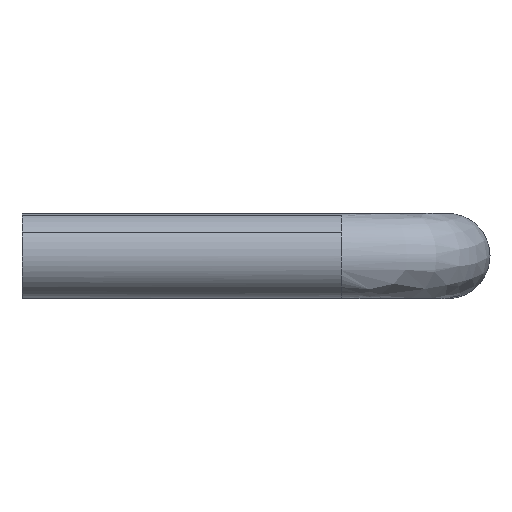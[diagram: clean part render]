
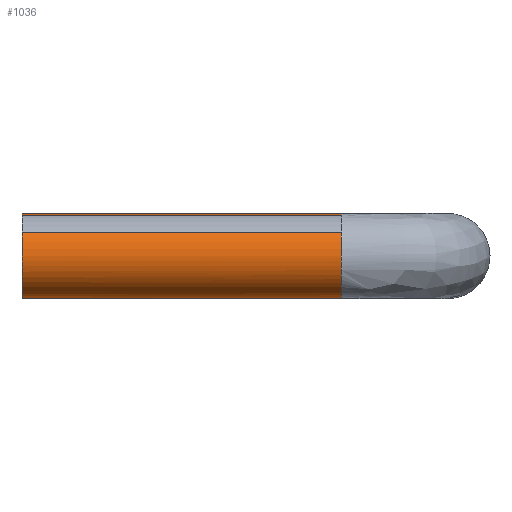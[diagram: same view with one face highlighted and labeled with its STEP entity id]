
A CAD part, left-side view. The second image highlights one B-rep face of the part: STEP entity #1036.
In plain terms, the highlighted free-form (B-spline) face has degree [2, 1] with [9, 2] control points.
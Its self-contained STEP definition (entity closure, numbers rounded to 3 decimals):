
#866=CARTESIAN_POINT('',(-1.654,0.375,1.124));
#867=CARTESIAN_POINT('',(-2.187,0.375,0.34));
#868=CARTESIAN_POINT('',(-1.918,0.375,-0.568));
#869=CARTESIAN_POINT('',(-1.35,0.375,-2.486));
#870=CARTESIAN_POINT('',(0.568,0.375,-1.918));
#871=CARTESIAN_POINT('',(2.486,0.375,-1.35));
#872=CARTESIAN_POINT('',(1.918,0.375,0.568));
#873=CARTESIAN_POINT('',(1.35,0.375,2.486));
#874=CARTESIAN_POINT('',(-0.568,0.375,1.918));
#875=CARTESIAN_POINT('',(-1.654,-15.384,1.124));
#876=CARTESIAN_POINT('',(-2.187,-15.384,0.34));
#877=CARTESIAN_POINT('',(-1.918,-15.384,-0.568));
#878=CARTESIAN_POINT('',(-1.35,-15.384,-2.486));
#879=CARTESIAN_POINT('',(0.568,-15.384,-1.918));
#880=CARTESIAN_POINT('',(2.486,-15.384,-1.35));
#881=CARTESIAN_POINT('',(1.918,-15.384,0.568));
#882=CARTESIAN_POINT('',(1.35,-15.384,2.486));
#883=CARTESIAN_POINT('',(-0.568,-15.384,1.918));
#891=(BOUNDED_SURFACE()B_SPLINE_SURFACE(2,1,((#866,#875),(#867,#876),(#868,#877),(#869,#878),(#870,#879),(#871,#880),(#872,#881),(#873,#882),(#874,#883)),.UNSPECIFIED.,.F.,.F.,.U.)B_SPLINE_SURFACE_WITH_KNOTS((3,2,2,2,3),(2,2),(0.0,1.856,5.169,8.483,11.797),(0.0,15.759),.UNSPECIFIED.)GEOMETRIC_REPRESENTATION_ITEM()RATIONAL_B_SPLINE_SURFACE(((0.856,0.856),(0.836,0.836),(1.0,1.0),(0.707,0.707),(1.0,1.0),(0.707,0.707),(1.0,1.0),(0.707,0.707),(1.0,1.0)))REPRESENTATION_ITEM('')SURFACE());
#892=CARTESIAN_POINT('',(-2.,-15.0,0.0));
#893=VERTEX_POINT('',#892);
#894=CARTESIAN_POINT('',(-1.654,-15.0,1.124));
#895=VERTEX_POINT('',#894);
#896=CARTESIAN_POINT('',(-2.,-15.0,0.0));
#897=CARTESIAN_POINT('',(-2.,-15.,0.615));
#898=CARTESIAN_POINT('',(-1.654,-15.,1.124));
#906=(BOUNDED_CURVE()B_SPLINE_CURVE(2,(#896,#897,#898),.UNSPECIFIED.,.F.,.U.)B_SPLINE_CURVE_WITH_KNOTS((3,3),(0.5,0.596),.UNSPECIFIED.)CURVE()GEOMETRIC_REPRESENTATION_ITEM()RATIONAL_B_SPLINE_CURVE((1.0,0.887,0.861))REPRESENTATION_ITEM(''));
#907=EDGE_CURVE('',#893,#895,#906,.T.);
#908=ORIENTED_EDGE('',*,*,#907,.T.);
#909=CARTESIAN_POINT('',(-1.654,0.,1.124));
#910=VERTEX_POINT('',#909);
#911=CARTESIAN_POINT('',(-1.654,0.,1.124));
#912=CARTESIAN_POINT('',(-1.654,-15.0,1.124));
#913=QUASI_UNIFORM_CURVE('',1,(#911,#912),.UNSPECIFIED.,.F.,.U.);
#914=EDGE_CURVE('',#910,#895,#913,.T.);
#915=ORIENTED_EDGE('',*,*,#914,.F.);
#916=CARTESIAN_POINT('',(-2.0,0.0,0.0));
#917=VERTEX_POINT('',#916);
#918=CARTESIAN_POINT('',(-2.0,0.0,0.0));
#919=CARTESIAN_POINT('',(-2.,0.0,0.615));
#920=CARTESIAN_POINT('',(-1.654,0.,1.124));
#928=(BOUNDED_CURVE()B_SPLINE_CURVE(2,(#918,#919,#920),.UNSPECIFIED.,.F.,.U.)B_SPLINE_CURVE_WITH_KNOTS((3,3),(0.5,0.596),.UNSPECIFIED.)CURVE()GEOMETRIC_REPRESENTATION_ITEM()RATIONAL_B_SPLINE_CURVE((1.0,0.887,0.861))REPRESENTATION_ITEM(''));
#929=EDGE_CURVE('',#917,#910,#928,.T.);
#930=ORIENTED_EDGE('',*,*,#929,.F.);
#931=CARTESIAN_POINT('',(2.0,0.0,0.0));
#932=VERTEX_POINT('',#931);
#933=CARTESIAN_POINT('',(2.0,0.0,0.0));
#934=CARTESIAN_POINT('',(2.,0.0,-2.));
#935=CARTESIAN_POINT('',(0.0,0.0,-2.0));
#936=CARTESIAN_POINT('',(-2.,0.0,-2.));
#937=CARTESIAN_POINT('',(-2.0,0.0,0.0));
#945=(BOUNDED_CURVE()B_SPLINE_CURVE(2,(#933,#934,#935,#936,#937),.UNSPECIFIED.,.F.,.U.)B_SPLINE_CURVE_WITH_KNOTS((3,2,3),(0.0,0.25,0.5),.UNSPECIFIED.)CURVE()GEOMETRIC_REPRESENTATION_ITEM()RATIONAL_B_SPLINE_CURVE((1.0,0.707,1.0,0.707,1.0))REPRESENTATION_ITEM(''));
#946=EDGE_CURVE('',#932,#917,#945,.T.);
#947=ORIENTED_EDGE('',*,*,#946,.F.);
#948=CARTESIAN_POINT('',(-0.568,0.,1.918));
#949=VERTEX_POINT('',#948);
#950=CARTESIAN_POINT('',(-0.568,0.,1.918));
#951=CARTESIAN_POINT('',(-0.29,0.0,2.));
#952=CARTESIAN_POINT('',(0.0,0.0,2.0));
#953=CARTESIAN_POINT('',(2.,0.0,2.));
#954=CARTESIAN_POINT('',(2.0,0.0,0.0));
#962=(BOUNDED_CURVE()B_SPLINE_CURVE(2,(#950,#951,#952,#953,#954),.UNSPECIFIED.,.F.,.U.)B_SPLINE_CURVE_WITH_KNOTS((3,2,3),(0.702,0.75,1.0),.UNSPECIFIED.)CURVE()GEOMETRIC_REPRESENTATION_ITEM()RATIONAL_B_SPLINE_CURVE((0.909,0.943,1.0,0.707,1.0))REPRESENTATION_ITEM(''));
#963=EDGE_CURVE('',#949,#932,#962,.T.);
#964=ORIENTED_EDGE('',*,*,#963,.F.);
#965=CARTESIAN_POINT('',(-0.568,-15.0,1.918));
#966=VERTEX_POINT('',#965);
#967=CARTESIAN_POINT('',(-0.568,0.,1.918));
#968=CARTESIAN_POINT('',(-0.568,-15.0,1.918));
#969=QUASI_UNIFORM_CURVE('',1,(#967,#968),.UNSPECIFIED.,.F.,.U.);
#970=EDGE_CURVE('',#949,#966,#969,.T.);
#971=ORIENTED_EDGE('',*,*,#970,.T.);
#972=CARTESIAN_POINT('',(1.82,-15.,0.829));
#973=VERTEX_POINT('',#972);
#974=CARTESIAN_POINT('',(-0.568,-15.,1.918));
#975=CARTESIAN_POINT('',(-0.29,-15.,2.));
#976=CARTESIAN_POINT('',(0.,-15.0,2.0));
#977=CARTESIAN_POINT('',(1.287,-15.,2.));
#978=CARTESIAN_POINT('',(1.82,-15.,0.829));
#986=(BOUNDED_CURVE()B_SPLINE_CURVE(2,(#974,#975,#976,#977,#978),.UNSPECIFIED.,.F.,.U.)B_SPLINE_CURVE_WITH_KNOTS((3,2,3),(0.702,0.75,0.93),.UNSPECIFIED.)CURVE()GEOMETRIC_REPRESENTATION_ITEM()RATIONAL_B_SPLINE_CURVE((0.909,0.943,1.0,0.79,0.882))REPRESENTATION_ITEM(''));
#987=EDGE_CURVE('',#966,#973,#986,.T.);
#988=ORIENTED_EDGE('',*,*,#987,.T.);
#989=CARTESIAN_POINT('',(2.,-15.0,0.0));
#990=VERTEX_POINT('',#989);
#991=CARTESIAN_POINT('',(1.82,-15.,0.829));
#992=CARTESIAN_POINT('',(2.,-15.,0.434));
#993=CARTESIAN_POINT('',(2.,-15.0,0.0));
#1001=(BOUNDED_CURVE()B_SPLINE_CURVE(2,(#991,#992,#993),.UNSPECIFIED.,.F.,.U.)B_SPLINE_CURVE_WITH_KNOTS((3,3),(0.93,1.0),.UNSPECIFIED.)CURVE()GEOMETRIC_REPRESENTATION_ITEM()RATIONAL_B_SPLINE_CURVE((0.882,0.918,1.0))REPRESENTATION_ITEM(''));
#1002=EDGE_CURVE('',#973,#990,#1001,.T.);
#1003=ORIENTED_EDGE('',*,*,#1002,.T.);
#1004=CARTESIAN_POINT('',(0.723,-15.,-1.865));
#1005=VERTEX_POINT('',#1004);
#1006=CARTESIAN_POINT('',(2.,-15.0,0.0));
#1007=CARTESIAN_POINT('',(2.,-15.,-1.369));
#1008=CARTESIAN_POINT('',(0.723,-15.,-1.865));
#1016=(BOUNDED_CURVE()B_SPLINE_CURVE(2,(#1006,#1007,#1008),.UNSPECIFIED.,.F.,.U.)B_SPLINE_CURVE_WITH_KNOTS((3,3),(0.0,0.189),.UNSPECIFIED.)CURVE()GEOMETRIC_REPRESENTATION_ITEM()RATIONAL_B_SPLINE_CURVE((1.0,0.779,0.891))REPRESENTATION_ITEM(''));
#1017=EDGE_CURVE('',#990,#1005,#1016,.T.);
#1018=ORIENTED_EDGE('',*,*,#1017,.T.);
#1019=CARTESIAN_POINT('',(0.723,-15.,-1.865));
#1020=CARTESIAN_POINT('',(0.374,-15.,-2.));
#1021=CARTESIAN_POINT('',(0.,-15.0,-2.0));
#1022=CARTESIAN_POINT('',(-2.,-15.,-2.));
#1023=CARTESIAN_POINT('',(-2.,-15.0,0.0));
#1031=(BOUNDED_CURVE()B_SPLINE_CURVE(2,(#1019,#1020,#1021,#1022,#1023),.UNSPECIFIED.,.F.,.U.)B_SPLINE_CURVE_WITH_KNOTS((3,2,3),(0.189,0.25,0.5),.UNSPECIFIED.)CURVE()GEOMETRIC_REPRESENTATION_ITEM()RATIONAL_B_SPLINE_CURVE((0.891,0.928,1.0,0.707,1.0))REPRESENTATION_ITEM(''));
#1032=EDGE_CURVE('',#1005,#893,#1031,.T.);
#1033=ORIENTED_EDGE('',*,*,#1032,.T.);
#1034=EDGE_LOOP('',(#908,#915,#930,#947,#964,#971,#988,#1003,#1018,#1033));
#1035=FACE_OUTER_BOUND('',#1034,.T.);
#1036=ADVANCED_FACE('',(#1035),#891,.T.);
